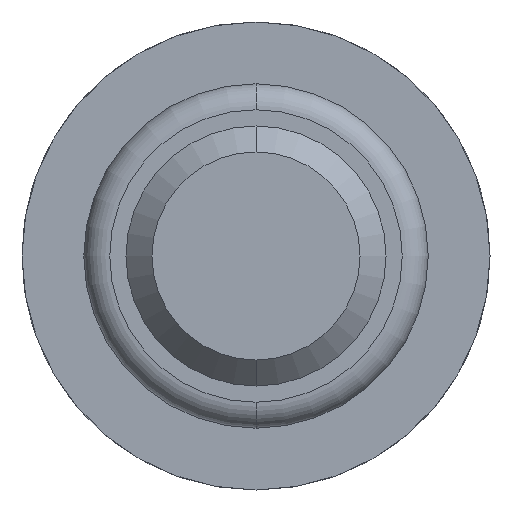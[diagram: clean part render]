
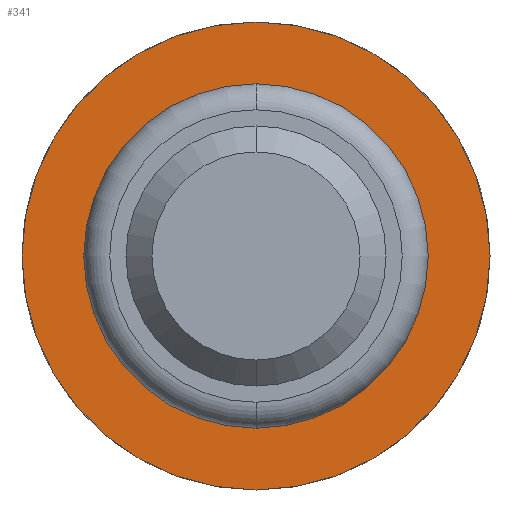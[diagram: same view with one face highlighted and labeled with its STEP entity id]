
A CAD part, front view. The second image highlights one B-rep face of the part: STEP entity #341.
In plain terms, the highlighted planar face has unit normal (0, -1, 0).
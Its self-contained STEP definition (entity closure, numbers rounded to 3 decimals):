
#72 = FACE_BOUND ( 'NONE', #4107, .T. ) ;
#88 = VERTEX_POINT ( 'NONE', #4986 ) ;
#191 = DIRECTION ( 'NONE',  ( 0., 1., 0. ) ) ;
#341 = ADVANCED_FACE ( 'Defeature ausgef�hrt4_13', ( #1648, #72 ), #2276, .F. ) ;
#382 = CARTESIAN_POINT ( 'NONE',  ( 0., -1.8, 0. ) ) ;
#390 = ORIENTED_EDGE ( 'NONE', *, *, #1740, .T. ) ;
#410 = AXIS2_PLACEMENT_3D ( 'NONE', #1067, #647, #3904 ) ;
#503 = CARTESIAN_POINT ( 'NONE',  ( 0., -1.8, -1.8 ) ) ;
#647 = DIRECTION ( 'NONE',  ( 0., 1., 0. ) ) ;
#767 = AXIS2_PLACEMENT_3D ( 'NONE', #4644, #191, #2221 ) ;
#1007 = EDGE_LOOP ( 'NONE', ( #4919, #2450 ) ) ;
#1067 = CARTESIAN_POINT ( 'NONE',  ( 1.8, -1.8, 0. ) ) ;
#1400 = DIRECTION ( 'NONE',  ( 0., 0., 1. ) ) ;
#1604 = CIRCLE ( 'NONE', #2528, 1.325 ) ;
#1648 = FACE_OUTER_BOUND ( 'NONE', #1007, .T. ) ;
#1736 = CIRCLE ( 'NONE', #767, 1.8 ) ;
#1740 = EDGE_CURVE ( 'Defeature ausgef�hrt4_13+Defeature ausgef�hrt4_14+Defeature ausgef�hrt4_14+Defeature ausgef�hrt4_14', #88, #2085, #1604, .T. ) ;
#1761 = ORIENTED_EDGE ( 'NONE', *, *, #5159, .T. ) ;
#2085 = VERTEX_POINT ( 'NONE', #5130 ) ;
#2141 = VERTEX_POINT ( 'NONE', #4819 ) ;
#2210 = VERTEX_POINT ( 'NONE', #503 ) ;
#2221 = DIRECTION ( 'NONE',  ( 0., 0., 1. ) ) ;
#2276 = PLANE ( 'NONE',  #410 ) ;
#2362 = EDGE_CURVE ( 'Defeature ausgef�hrt4_12+Defeature ausgef�hrt4_13+Defeature ausgef�hrt4_13+Defeature ausgef�hrt4_13', #2210, #2141, #2969, .T. ) ;
#2450 = ORIENTED_EDGE ( 'NONE', *, *, #2362, .F. ) ;
#2511 = CARTESIAN_POINT ( 'NONE',  ( 0., -1.8, 0. ) ) ;
#2528 = AXIS2_PLACEMENT_3D ( 'NONE', #2511, #2898, #4525 ) ;
#2652 = AXIS2_PLACEMENT_3D ( 'NONE', #3389, #3821, #1400 ) ;
#2898 = DIRECTION ( 'NONE',  ( 0., 1., 0. ) ) ;
#2969 = CIRCLE ( 'NONE', #4463, 1.8 ) ;
#3182 = DIRECTION ( 'NONE',  ( 0., 0., 1. ) ) ;
#3389 = CARTESIAN_POINT ( 'NONE',  ( 0., -1.8, 0. ) ) ;
#3565 = DIRECTION ( 'NONE',  ( 0., 1., 0. ) ) ;
#3821 = DIRECTION ( 'NONE',  ( 0., 1., 0. ) ) ;
#3904 = DIRECTION ( 'NONE',  ( 0., 0., 1. ) ) ;
#4107 = EDGE_LOOP ( 'NONE', ( #1761, #390 ) ) ;
#4135 = CIRCLE ( 'NONE', #2652, 1.325 ) ;
#4463 = AXIS2_PLACEMENT_3D ( 'NONE', #382, #3565, #3182 ) ;
#4519 = EDGE_CURVE ( 'Defeature ausgef�hrt4_12+Defeature ausgef�hrt4_13+Defeature ausgef�hrt4_13+Defeature ausgef�hrt4_13', #2141, #2210, #1736, .T. ) ;
#4525 = DIRECTION ( 'NONE',  ( 0., 0., 1. ) ) ;
#4644 = CARTESIAN_POINT ( 'NONE',  ( 0., -1.8, 0. ) ) ;
#4819 = CARTESIAN_POINT ( 'NONE',  ( 0., -1.8, 1.8 ) ) ;
#4919 = ORIENTED_EDGE ( 'NONE', *, *, #4519, .F. ) ;
#4986 = CARTESIAN_POINT ( 'NONE',  ( 0., -1.8, -1.325 ) ) ;
#5130 = CARTESIAN_POINT ( 'NONE',  ( 0., -1.8, 1.325 ) ) ;
#5159 = EDGE_CURVE ( 'Defeature ausgef�hrt4_13+Defeature ausgef�hrt4_14+Defeature ausgef�hrt4_14+Defeature ausgef�hrt4_14', #2085, #88, #4135, .T. ) ;
